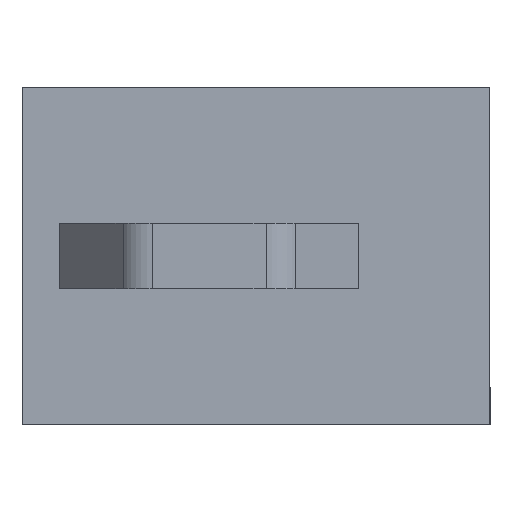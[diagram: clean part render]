
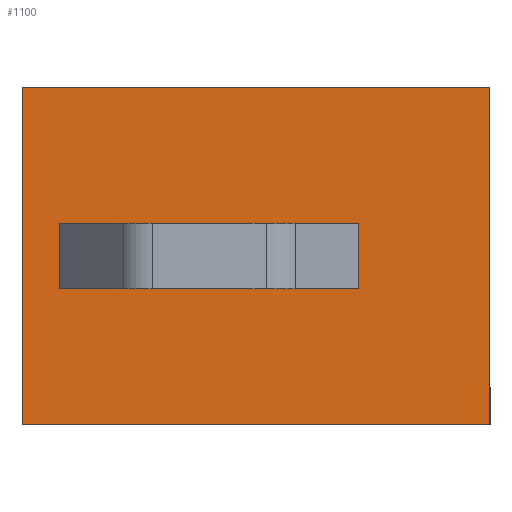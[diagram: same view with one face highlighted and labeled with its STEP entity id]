
A CAD part, front view. The second image highlights one B-rep face of the part: STEP entity #1100.
In plain terms, the highlighted planar face has unit normal (0, -1, 0).
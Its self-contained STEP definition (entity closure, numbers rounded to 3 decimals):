
#16 = CARTESIAN_POINT ( 'NONE',  ( 4., 0., 1.75 ) ) ;
#24 = LINE ( 'NONE', #474, #990 ) ;
#78 = CARTESIAN_POINT ( 'NONE',  ( -10., 0., 9. ) ) ;
#96 = CARTESIAN_POINT ( 'NONE',  ( -10., 0., 9. ) ) ;
#120 = DIRECTION ( 'NONE',  ( 0., 0., 1. ) ) ;
#132 = ORIENTED_EDGE ( 'NONE', *, *, #439, .T. ) ;
#144 = DIRECTION ( 'NONE',  ( 0., 0., 1. ) ) ;
#179 = CARTESIAN_POINT ( 'NONE',  ( 4., 0., 9. ) ) ;
#182 = VERTEX_POINT ( 'NONE', #651 ) ;
#201 = DIRECTION ( 'NONE',  ( -1., 0., 0. ) ) ;
#205 = VECTOR ( 'NONE', #201, 1000. ) ;
#206 = DIRECTION ( 'NONE',  ( 1., 0., 0. ) ) ;
#231 = VECTOR ( 'NONE', #120, 1000. ) ;
#240 = CARTESIAN_POINT ( 'NONE',  ( -10., 0., -9. ) ) ;
#241 = VERTEX_POINT ( 'NONE', #977 ) ;
#249 = EDGE_CURVE ( 'NONE', #241, #660, #891, .T. ) ;
#253 = ORIENTED_EDGE ( 'NONE', *, *, #545, .T. ) ;
#324 = ORIENTED_EDGE ( 'NONE', *, *, #249, .F. ) ;
#326 = CARTESIAN_POINT ( 'NONE',  ( -10., 0., -9. ) ) ;
#328 = VERTEX_POINT ( 'NONE', #1260 ) ;
#382 = EDGE_LOOP ( 'NONE', ( #497, #324, #1062, #1024 ) ) ;
#396 = VERTEX_POINT ( 'NONE', #16 ) ;
#421 = EDGE_CURVE ( 'NONE', #396, #328, #955, .T. ) ;
#439 = EDGE_CURVE ( 'NONE', #328, #835, #1278, .T. ) ;
#442 = CARTESIAN_POINT ( 'NONE',  ( -4., 0., -1.75 ) ) ;
#474 = CARTESIAN_POINT ( 'NONE',  ( -10., 0., 9. ) ) ;
#497 = ORIENTED_EDGE ( 'NONE', *, *, #1423, .T. ) ;
#541 = VECTOR ( 'NONE', #206, 1000. ) ;
#545 = EDGE_CURVE ( 'NONE', #182, #396, #1092, .T. ) ;
#578 = VECTOR ( 'NONE', #144, 1000. ) ;
#649 = CARTESIAN_POINT ( 'NONE',  ( -10., 0., 1.75 ) ) ;
#651 = CARTESIAN_POINT ( 'NONE',  ( -4., 0., 1.75 ) ) ;
#659 = PLANE ( 'NONE',  #1124 ) ;
#660 = VERTEX_POINT ( 'NONE', #240 ) ;
#722 = EDGE_CURVE ( 'NONE', #835, #182, #799, .T. ) ;
#799 = LINE ( 'NONE', #1235, #231 ) ;
#823 = ORIENTED_EDGE ( 'NONE', *, *, #722, .T. ) ;
#835 = VERTEX_POINT ( 'NONE', #442 ) ;
#837 = CARTESIAN_POINT ( 'NONE',  ( 15., 0., 9. ) ) ;
#846 = DIRECTION ( 'NONE',  ( 0., 0., -1. ) ) ;
#853 = DIRECTION ( 'NONE',  ( -1., 0., 0. ) ) ;
#867 = CARTESIAN_POINT ( 'NONE',  ( -10., 0., 9. ) ) ;
#874 = VECTOR ( 'NONE', #1203, 1000. ) ;
#891 = LINE ( 'NONE', #326, #205 ) ;
#954 = DIRECTION ( 'NONE',  ( -1., 0., 0. ) ) ;
#955 = LINE ( 'NONE', #179, #1274 ) ;
#971 = VECTOR ( 'NONE', #853, 1000. ) ;
#974 = FACE_BOUND ( 'NONE', #1047, .T. ) ;
#977 = CARTESIAN_POINT ( 'NONE',  ( 15., 0., -9. ) ) ;
#983 = FACE_OUTER_BOUND ( 'NONE', #382, .T. ) ;
#990 = VECTOR ( 'NONE', #954, 1000. ) ;
#991 = EDGE_CURVE ( 'NONE', #241, #1243, #1264, .T. ) ;
#1024 = ORIENTED_EDGE ( 'NONE', *, *, #1258, .T. ) ;
#1047 = EDGE_LOOP ( 'NONE', ( #823, #253, #1297, #132 ) ) ;
#1049 = CARTESIAN_POINT ( 'NONE',  ( -10., 0., -1.75 ) ) ;
#1062 = ORIENTED_EDGE ( 'NONE', *, *, #991, .T. ) ;
#1092 = LINE ( 'NONE', #649, #541 ) ;
#1100 = ADVANCED_FACE ( 'NONE', ( #983, #974 ), #659, .T. ) ;
#1111 = DIRECTION ( 'NONE',  ( 0., -1., 0. ) ) ;
#1115 = VERTEX_POINT ( 'NONE', #96 ) ;
#1124 = AXIS2_PLACEMENT_3D ( 'NONE', #78, #1111, #1201 ) ;
#1155 = CARTESIAN_POINT ( 'NONE',  ( 15., 0., 9. ) ) ;
#1201 = DIRECTION ( 'NONE',  ( 0., 0., -1. ) ) ;
#1203 = DIRECTION ( 'NONE',  ( 0., 0., -1. ) ) ;
#1235 = CARTESIAN_POINT ( 'NONE',  ( -4., 0., 9. ) ) ;
#1243 = VERTEX_POINT ( 'NONE', #837 ) ;
#1258 = EDGE_CURVE ( 'NONE', #1243, #1115, #24, .T. ) ;
#1260 = CARTESIAN_POINT ( 'NONE',  ( 4., 0., -1.75 ) ) ;
#1264 = LINE ( 'NONE', #1155, #578 ) ;
#1274 = VECTOR ( 'NONE', #846, 1000. ) ;
#1278 = LINE ( 'NONE', #1049, #971 ) ;
#1297 = ORIENTED_EDGE ( 'NONE', *, *, #421, .T. ) ;
#1423 = EDGE_CURVE ( 'NONE', #1115, #660, #1431, .T. ) ;
#1431 = LINE ( 'NONE', #867, #874 ) ;
